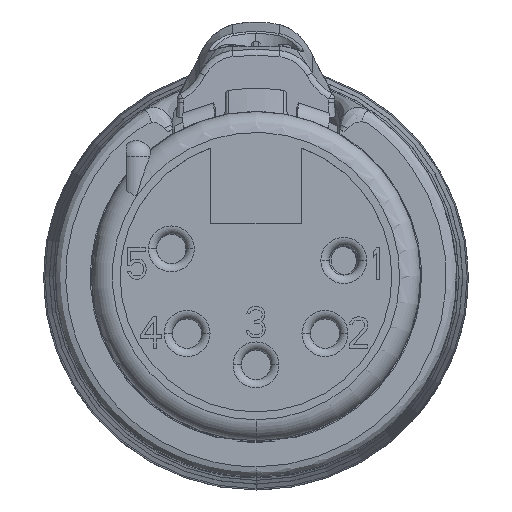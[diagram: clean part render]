
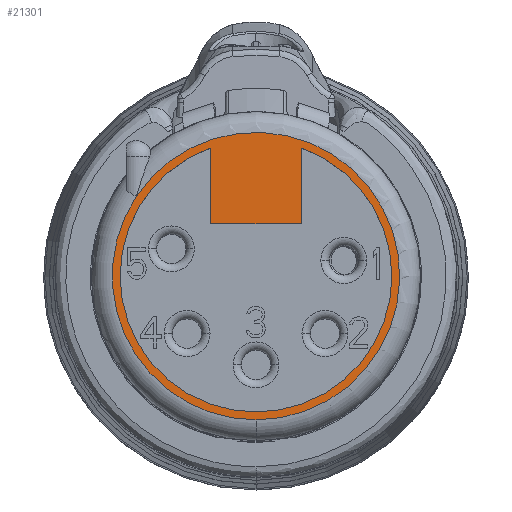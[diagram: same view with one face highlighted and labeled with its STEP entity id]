
A CAD part, top view. The second image highlights one B-rep face of the part: STEP entity #21301.
In plain terms, the highlighted planar face has unit normal (0, 0, 1).
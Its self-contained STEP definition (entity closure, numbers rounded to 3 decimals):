
#1169=CARTESIAN_POINT('',(0.,0.,15.7));
#1170=DIRECTION('',(0.,0.,1.));
#1171=DIRECTION('',(0.,-1.,0.));
#1172=AXIS2_PLACEMENT_3D('',#1169,#1170,#1171);
#1203=CARTESIAN_POINT('',(0.,0.,15.7));
#1204=DIRECTION('',(0.,0.,1.));
#1205=DIRECTION('',(-0.833,0.553,0.));
#1206=AXIS2_PLACEMENT_3D('',#1203,#1204,#1205);
#1208=DIRECTION('',(-1.,0.,0.));
#1209=VECTOR('',#1208,4.14);
#1210=CARTESIAN_POINT('',(2.07,2.5,15.7));
#1211=LINE('',#1210,#1209);
#14044=CARTESIAN_POINT('',(2.07,2.5,15.7));
#14045=CARTESIAN_POINT('',(2.113,2.5,15.7));
#14046=CARTESIAN_POINT('',(2.167,2.533,15.7));
#14047=CARTESIAN_POINT('',(2.2,2.587,15.7));
#14048=CARTESIAN_POINT('',(2.2,2.63,15.7));
#14693=CARTESIAN_POINT('',(0.,0.,15.7));
#14694=DIRECTION('',(0.,0.,-1.));
#14695=DIRECTION('',(0.338,0.941,0.));
#14696=AXIS2_PLACEMENT_3D('',#14693,#14694,#14695);
#14702=DIRECTION('',(0.,1.,0.));
#14703=VECTOR('',#14702,3.486);
#14704=CARTESIAN_POINT('',(2.2,2.63,15.7));
#14705=LINE('',#14704,#14703);
#14720=DIRECTION('',(0.,1.,0.));
#14721=VECTOR('',#14720,3.486);
#14722=CARTESIAN_POINT('',(-2.2,2.63,15.7));
#14723=LINE('',#14722,#14721);
#14734=CARTESIAN_POINT('',(-2.2,2.63,15.7));
#14735=CARTESIAN_POINT('',(-2.2,2.587,15.7));
#14736=CARTESIAN_POINT('',(-2.167,2.533,15.7));
#14737=CARTESIAN_POINT('',(-2.113,2.5,15.7));
#14738=CARTESIAN_POINT('',(-2.07,2.5,15.7));
#17333=CARTESIAN_POINT('',(0.,-6.875,15.7));
#17335=VERTEX_POINT('',#17333);
#17338=CARTESIAN_POINT('',(-5.728,3.802,15.7));
#17339=VERTEX_POINT('',#17338);
#17619=VERTEX_POINT('',#14044);
#17620=VERTEX_POINT('',#14048);
#17621=VERTEX_POINT('',#14734);
#17622=VERTEX_POINT('',#14738);
#17623=CARTESIAN_POINT('',(2.2,6.116,15.7));
#17624=VERTEX_POINT('',#17623);
#17625=CARTESIAN_POINT('',(-2.2,6.116,15.7));
#17626=VERTEX_POINT('',#17625);
#21277=CARTESIAN_POINT('',(0.,0.,15.7));
#21278=DIRECTION('',(0.,0.,-1.));
#21279=DIRECTION('',(0.,-1.,0.));
#21280=AXIS2_PLACEMENT_3D('',#21277,#21278,#21279);
#21281=PLANE('',#21280);
#21282=ORIENTED_EDGE('',*,*,#21264,.F.);
#21284=ORIENTED_EDGE('',*,*,#21283,.F.);
#21285=EDGE_LOOP('',(#21282,#21284));
#21286=FACE_OUTER_BOUND('',#21285,.F.);
#21288=ORIENTED_EDGE('',*,*,#21287,.F.);
#21290=ORIENTED_EDGE('',*,*,#21289,.T.);
#21292=ORIENTED_EDGE('',*,*,#21291,.F.);
#21294=ORIENTED_EDGE('',*,*,#21293,.T.);
#21296=ORIENTED_EDGE('',*,*,#21295,.F.);
#21298=ORIENTED_EDGE('',*,*,#21297,.F.);
#21299=EDGE_LOOP('',(#21288,#21290,#21292,#21294,#21296,#21298));
#21300=FACE_BOUND('',#21299,.F.);
#21301=ADVANCED_FACE('',(#21286,#21300),#21281,.F.);
#1173=CIRCLE('',#1172,6.875);
#1207=CIRCLE('',#1206,6.875);
#14049=B_SPLINE_CURVE_WITH_KNOTS('',3,(#14044,#14045,#14046,#14047,#14048),
.UNSPECIFIED.,.F.,.F.,(4,1,4),(0.,0.5,1.),.UNSPECIFIED.);
#14697=CIRCLE('',#14696,6.5);
#14739=B_SPLINE_CURVE_WITH_KNOTS('',3,(#14734,#14735,#14736,#14737,#14738),
.UNSPECIFIED.,.F.,.F.,(4,1,4),(0.,0.5,1.),.UNSPECIFIED.);
#21264=EDGE_CURVE('',#17335,#17339,#1173,.T.);
#21283=EDGE_CURVE('',#17339,#17335,#1207,.T.);
#21287=EDGE_CURVE('',#17619,#17620,#14049,.T.);
#21289=EDGE_CURVE('',#17619,#17622,#1211,.T.);
#21291=EDGE_CURVE('',#17621,#17622,#14739,.T.);
#21293=EDGE_CURVE('',#17621,#17626,#14723,.T.);
#21295=EDGE_CURVE('',#17624,#17626,#14697,.T.);
#21297=EDGE_CURVE('',#17620,#17624,#14705,.T.);
